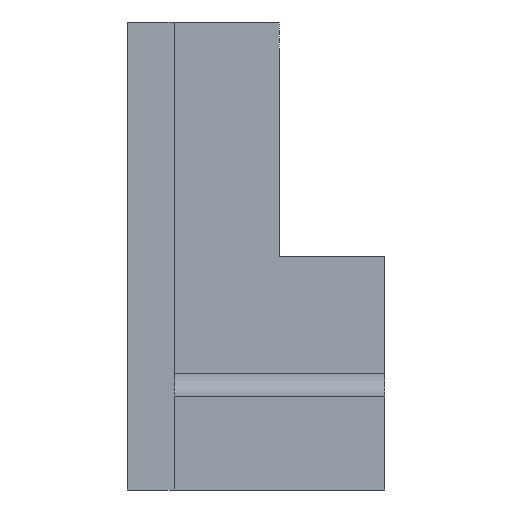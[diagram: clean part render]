
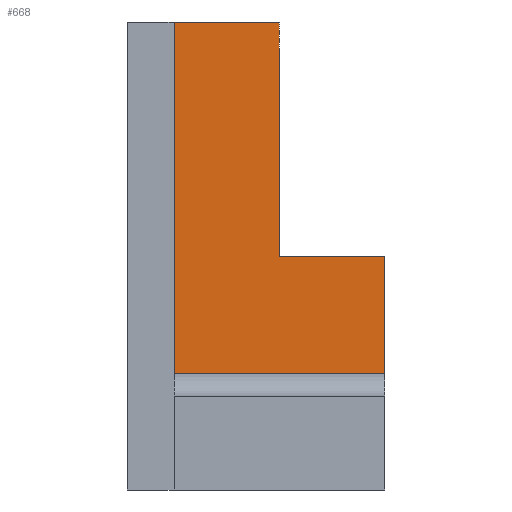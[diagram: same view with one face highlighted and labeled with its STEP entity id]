
A CAD part, front view. The second image highlights one B-rep face of the part: STEP entity #668.
In plain terms, the highlighted planar face has unit normal (0, -1, 0).
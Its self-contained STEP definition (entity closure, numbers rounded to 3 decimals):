
#91 = EDGE_CURVE ( 'NONE', #849, #421, #1055, .T. ) ;
#93 = DIRECTION ( 'NONE',  ( 0., 1., 0. ) ) ;
#98 = CARTESIAN_POINT ( 'NONE',  ( 151.432, -4.403, 10. ) ) ;
#108 = VERTEX_POINT ( 'NONE', #384 ) ;
#113 = EDGE_CURVE ( 'NONE', #421, #218, #379, .T. ) ;
#128 = EDGE_CURVE ( 'NONE', #849, #939, #724, .T. ) ;
#153 = LINE ( 'NONE', #496, #666 ) ;
#160 = ORIENTED_EDGE ( 'NONE', *, *, #299, .F. ) ;
#168 = DIRECTION ( 'NONE',  ( 0., 0., 1. ) ) ;
#177 = ORIENTED_EDGE ( 'NONE', *, *, #113, .T. ) ;
#218 = VERTEX_POINT ( 'NONE', #1090 ) ;
#221 = DIRECTION ( 'NONE',  ( 1., 0., 0. ) ) ;
#269 = CARTESIAN_POINT ( 'NONE',  ( 151.432, -4.403, 10. ) ) ;
#289 = VECTOR ( 'NONE', #221, 1000. ) ;
#298 = VECTOR ( 'NONE', #711, 1000. ) ;
#299 = EDGE_CURVE ( 'NONE', #108, #218, #153, .T. ) ;
#330 = ORIENTED_EDGE ( 'NONE', *, *, #91, .T. ) ;
#358 = CARTESIAN_POINT ( 'NONE',  ( 146.932, -4.403, 20. ) ) ;
#359 = VECTOR ( 'NONE', #1048, 1000. ) ;
#368 = ORIENTED_EDGE ( 'NONE', *, *, #847, .T. ) ;
#379 = LINE ( 'NONE', #629, #562 ) ;
#384 = CARTESIAN_POINT ( 'NONE',  ( 155.932, -4.403, 10. ) ) ;
#421 = VERTEX_POINT ( 'NONE', #452 ) ;
#438 = EDGE_LOOP ( 'NONE', ( #865, #368, #500, #330, #177, #160 ) ) ;
#452 = CARTESIAN_POINT ( 'NONE',  ( 146.932, -4.403, 5. ) ) ;
#482 = VECTOR ( 'NONE', #927, 1000. ) ;
#496 = CARTESIAN_POINT ( 'NONE',  ( 155.932, -4.403, 20. ) ) ;
#499 = AXIS2_PLACEMENT_3D ( 'NONE', #846, #93, #168 ) ;
#500 = ORIENTED_EDGE ( 'NONE', *, *, #128, .F. ) ;
#562 = VECTOR ( 'NONE', #733, 1000. ) ;
#594 = LINE ( 'NONE', #603, #482 ) ;
#596 = FACE_OUTER_BOUND ( 'NONE', #438, .T. ) ;
#603 = CARTESIAN_POINT ( 'NONE',  ( 155.932, -4.403, 10. ) ) ;
#629 = CARTESIAN_POINT ( 'NONE',  ( 146.932, -4.403, 5. ) ) ;
#666 = VECTOR ( 'NONE', #1027, 1000. ) ;
#668 = ADVANCED_FACE ( 'NONE', ( #596 ), #929, .F. ) ;
#698 = LINE ( 'NONE', #98, #298 ) ;
#711 = DIRECTION ( 'NONE',  ( 0., 0., 1. ) ) ;
#724 = LINE ( 'NONE', #967, #289 ) ;
#733 = DIRECTION ( 'NONE',  ( 1., 0., 0. ) ) ;
#767 = CARTESIAN_POINT ( 'NONE',  ( 151.432, -4.403, 20. ) ) ;
#846 = CARTESIAN_POINT ( 'NONE',  ( 146.932, -4.403, 20. ) ) ;
#847 = EDGE_CURVE ( 'NONE', #1106, #939, #698, .T. ) ;
#849 = VERTEX_POINT ( 'NONE', #358 ) ;
#865 = ORIENTED_EDGE ( 'NONE', *, *, #976, .F. ) ;
#885 = CARTESIAN_POINT ( 'NONE',  ( 146.932, -4.403, 20. ) ) ;
#927 = DIRECTION ( 'NONE',  ( 1., 0., 0. ) ) ;
#929 = PLANE ( 'NONE',  #499 ) ;
#939 = VERTEX_POINT ( 'NONE', #767 ) ;
#967 = CARTESIAN_POINT ( 'NONE',  ( 146.932, -4.403, 20. ) ) ;
#976 = EDGE_CURVE ( 'NONE', #1106, #108, #594, .T. ) ;
#1027 = DIRECTION ( 'NONE',  ( 0., 0., -1. ) ) ;
#1048 = DIRECTION ( 'NONE',  ( 0., 0., -1. ) ) ;
#1055 = LINE ( 'NONE', #885, #359 ) ;
#1090 = CARTESIAN_POINT ( 'NONE',  ( 155.932, -4.403, 5. ) ) ;
#1106 = VERTEX_POINT ( 'NONE', #269 ) ;
